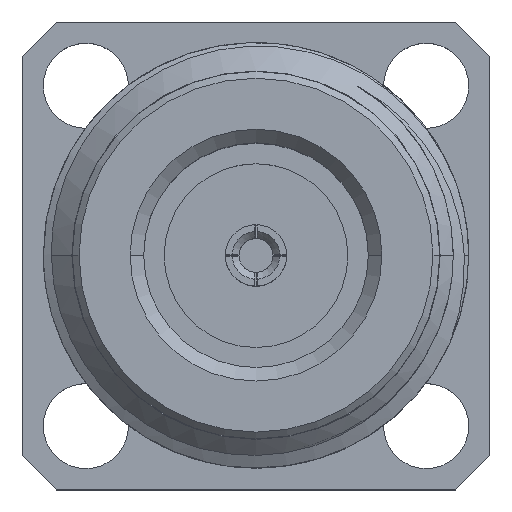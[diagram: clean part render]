
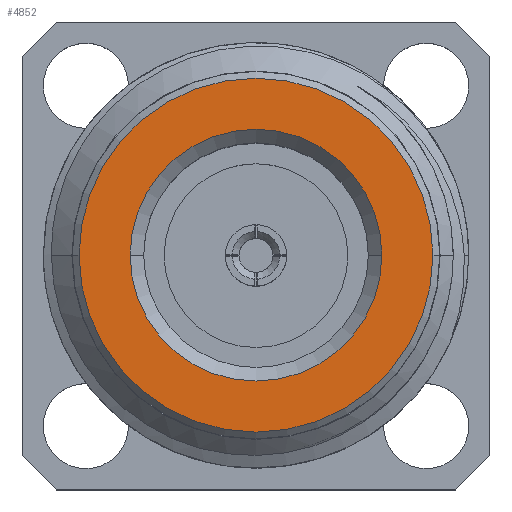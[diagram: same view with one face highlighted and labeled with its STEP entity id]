
A CAD part, top view. The second image highlights one B-rep face of the part: STEP entity #4852.
In plain terms, the highlighted planar face has unit normal (0, 0, 1).
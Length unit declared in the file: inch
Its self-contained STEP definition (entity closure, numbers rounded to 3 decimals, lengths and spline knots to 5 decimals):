
#13 = CARTESIAN_POINT ( 'NONE',  ( 0., 0., 0. ) ) ;
#45 = VERTEX_POINT ( 'NONE', #4460 ) ;
#404 = DIRECTION ( 'NONE',  ( 0., 0., -1. ) ) ;
#483 = DIRECTION ( 'NONE',  ( 0., 0., 1. ) ) ;
#576 = VERTEX_POINT ( 'NONE', #3486 ) ;
#765 = CIRCLE ( 'NONE', #1944, 0.26 ) ;
#864 = FACE_OUTER_BOUND ( 'NONE', #3928, .T. ) ;
#1180 = CARTESIAN_POINT ( 'NONE',  ( 0., 0., 0. ) ) ;
#1209 = CARTESIAN_POINT ( 'NONE',  ( 0., 0., 0. ) ) ;
#1458 = EDGE_CURVE ( 'NONE', #3609, #5191, #765, .T. ) ;
#1507 = ORIENTED_EDGE ( 'NONE', *, *, #3579, .T. ) ;
#1671 = AXIS2_PLACEMENT_3D ( 'NONE', #2200, #3909, #5076 ) ;
#1944 = AXIS2_PLACEMENT_3D ( 'NONE', #4626, #4561, #2988 ) ;
#2200 = CARTESIAN_POINT ( 'NONE',  ( 0., 0., 0. ) ) ;
#2376 = EDGE_CURVE ( 'NONE', #576, #45, #4613, .T. ) ;
#2401 = DIRECTION ( 'NONE',  ( 0., 0., -1. ) ) ;
#2433 = CARTESIAN_POINT ( 'NONE',  ( -0.26, 0., 0. ) ) ;
#2641 = CIRCLE ( 'NONE', #3357, 0.185 ) ;
#2988 = DIRECTION ( 'NONE',  ( 1., 0., 0. ) ) ;
#3214 = DIRECTION ( 'NONE',  ( 1., 0., 0. ) ) ;
#3357 = AXIS2_PLACEMENT_3D ( 'NONE', #1180, #404, #3667 ) ;
#3486 = CARTESIAN_POINT ( 'NONE',  ( 0.185, 0., 0. ) ) ;
#3579 = EDGE_CURVE ( 'NONE', #45, #576, #2641, .T. ) ;
#3609 = VERTEX_POINT ( 'NONE', #2433 ) ;
#3667 = DIRECTION ( 'NONE',  ( 1., 0., 0. ) ) ;
#3752 = CARTESIAN_POINT ( 'NONE',  ( 0.26, 0., 0. ) ) ;
#3758 = ORIENTED_EDGE ( 'NONE', *, *, #3828, .T. ) ;
#3768 = AXIS2_PLACEMENT_3D ( 'NONE', #1209, #2401, #3214 ) ;
#3828 = EDGE_CURVE ( 'NONE', #5191, #3609, #4637, .T. ) ;
#3909 = DIRECTION ( 'NONE',  ( 0., 0., 1. ) ) ;
#3928 = EDGE_LOOP ( 'NONE', ( #5187, #3758 ) ) ;
#4035 = FACE_BOUND ( 'NONE', #4588, .T. ) ;
#4242 = AXIS2_PLACEMENT_3D ( 'NONE', #13, #483, #4872 ) ;
#4460 = CARTESIAN_POINT ( 'NONE',  ( -0.185, 0., 0. ) ) ;
#4561 = DIRECTION ( 'NONE',  ( 0., 0., 1. ) ) ;
#4588 = EDGE_LOOP ( 'NONE', ( #4915, #1507 ) ) ;
#4613 = CIRCLE ( 'NONE', #3768, 0.185 ) ;
#4626 = CARTESIAN_POINT ( 'NONE',  ( 0., 0., 0. ) ) ;
#4637 = CIRCLE ( 'NONE', #4242, 0.26 ) ;
#4661 = PLANE ( 'NONE',  #1671 ) ;
#4852 = ADVANCED_FACE ( 'NONE', ( #864, #4035 ), #4661, .T. ) ;
#4872 = DIRECTION ( 'NONE',  ( 1., 0., 0. ) ) ;
#4915 = ORIENTED_EDGE ( 'NONE', *, *, #2376, .T. ) ;
#5076 = DIRECTION ( 'NONE',  ( 1., 0., 0. ) ) ;
#5187 = ORIENTED_EDGE ( 'NONE', *, *, #1458, .T. ) ;
#5191 = VERTEX_POINT ( 'NONE', #3752 ) ;
